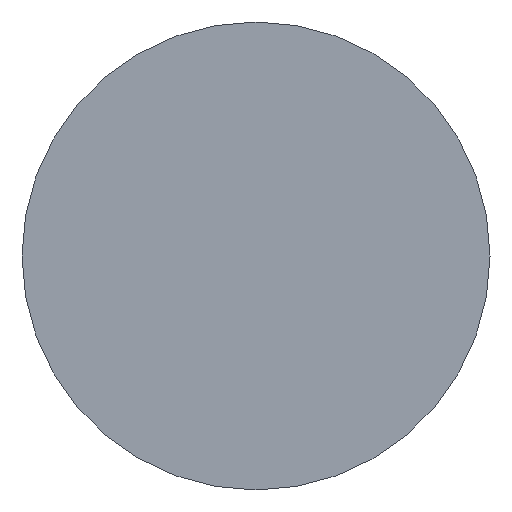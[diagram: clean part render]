
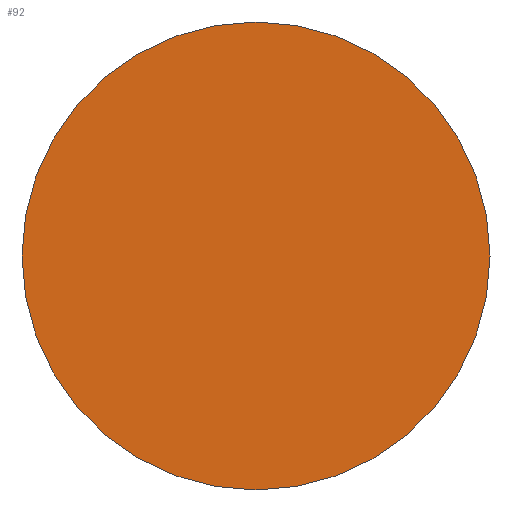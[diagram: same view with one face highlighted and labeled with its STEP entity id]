
A CAD part, left-side view. The second image highlights one B-rep face of the part: STEP entity #92.
In plain terms, the highlighted planar face has unit normal (-1, 0, 0).
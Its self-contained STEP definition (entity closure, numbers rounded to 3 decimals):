
#62=PLANE('',#131);
#65=ORIENTED_EDGE('',*,*,#70,.F.);
#70=EDGE_CURVE('',#73,#73,#76,.T.);
#73=VERTEX_POINT('',#186);
#76=CIRCLE('',#130,15.65);
#80=EDGE_LOOP('',(#65));
#86=FACE_BOUND('',#80,.T.);
#92=ADVANCED_FACE('',(#86),#62,.F.);
#130=AXIS2_PLACEMENT_3D('',#185,#151,#152);
#131=AXIS2_PLACEMENT_3D('',#187,#153,#154);
#151=DIRECTION('',(1.,0.,0.));
#152=DIRECTION('',(0.,1.,0.));
#153=DIRECTION('',(1.,0.,0.));
#154=DIRECTION('',(0.,1.,0.));
#185=CARTESIAN_POINT('',(-64.,0.,990.65));
#186=CARTESIAN_POINT('',(-64.,15.65,990.65));
#187=CARTESIAN_POINT('',(-64.,0.,1006.3));
